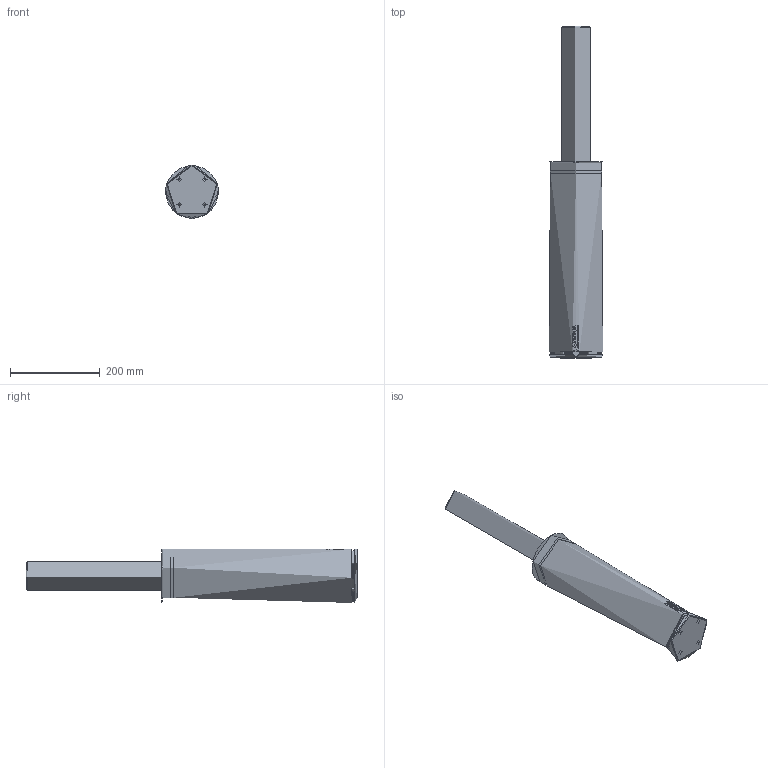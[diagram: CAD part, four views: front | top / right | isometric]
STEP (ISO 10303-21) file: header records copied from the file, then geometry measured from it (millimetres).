
FILE_DESCRIPTION (( 'STEP AP214' ), '1' );
FILE_NAME ('ISNG5000-300.step', '2019-03-18T17:14:38', ( '' ), ( '' ), 'SwSTEP 2.0', 'SolidWorks 2014', '' );
FILE_SCHEMA (( 'AUTOMOTIVE_DESIGN' ));
Length unit declared in the file: millimetre
Products named in the file (3): ISNG-5000 Piston_ISNG-5000-300; ISNG-5000 Body_ISNG-5000-300; ISNG5000-300
Assembly tree (2 placements, depth 2):
  ISNG5000-300
    ISNG-5000 Body_ISNG-5000-300
    ISNG-5000 Piston_ISNG-5000-300
Bounding box: 119.77 x 740 x 120.1 mm (x, y, z)
Volume: 4209891.7 mm3; surface area: 365479 mm2
Topology: 7 solids, 7 shells, 128 faces, 297 edges, 192 vertices
Faces by surface type: bspline 42, plane 35, cylinder 30, cone 13, torus 8
Full cylindrical faces by diameter (mm): 8 x1, 10 x4, 15 x1, 65 x2, 70.9 x1, 71 x1, 85 x2, 90 x1, 90.1 x1, 96.9 x1, 97 x1, 120 x3
Entity records: 6491 total; most frequent: CARTESIAN_POINT 3136, ORIENTED_EDGE 506, DIRECTION 376, EDGE_CURVE 253, VERTEX_POINT 184, EDGE_LOOP 177, FACE_OUTER_BOUND 153, AXIS2_PLACEMENT_3D 145
